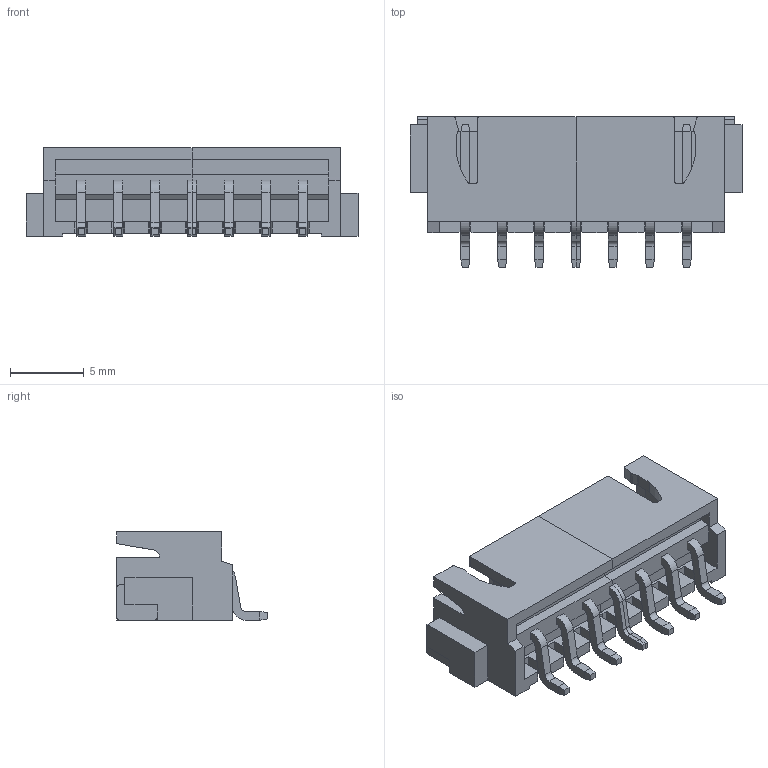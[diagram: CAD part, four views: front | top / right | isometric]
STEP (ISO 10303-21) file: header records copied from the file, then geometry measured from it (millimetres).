
FILE_DESCRIPTION (( 'STEP AP203' ), '1' );
FILE_NAME ('JST-XH-7PIN_H.STEP', '2022-07-09T11:16:17', ( '' ), ( '' ), 'SwSTEP 2.0', 'SolidWorks 2021', '' );
FILE_SCHEMA (( 'CONFIG_CONTROL_DESIGN' ));
Length unit declared in the file: millimetre
Products named in the file (1): JST-XH-7PIN_H
Bounding box: 22.5 x 10.2 x 6 mm (x, y, z)
Volume: 431.2 mm3; surface area: 1374.5 mm2
Topology: 12 solids, 12 shells, 440 faces, 1186 edges, 770 vertices
Faces by surface type: plane 384, cylinder 56
Entity records: 13605 total; most frequent: CARTESIAN_POINT 2397, ORIENTED_EDGE 2372, DIRECTION 2180, EDGE_CURVE 1186, LINE 1074, VECTOR 1074, VERTEX_POINT 770, AXIS2_PLACEMENT_3D 553
